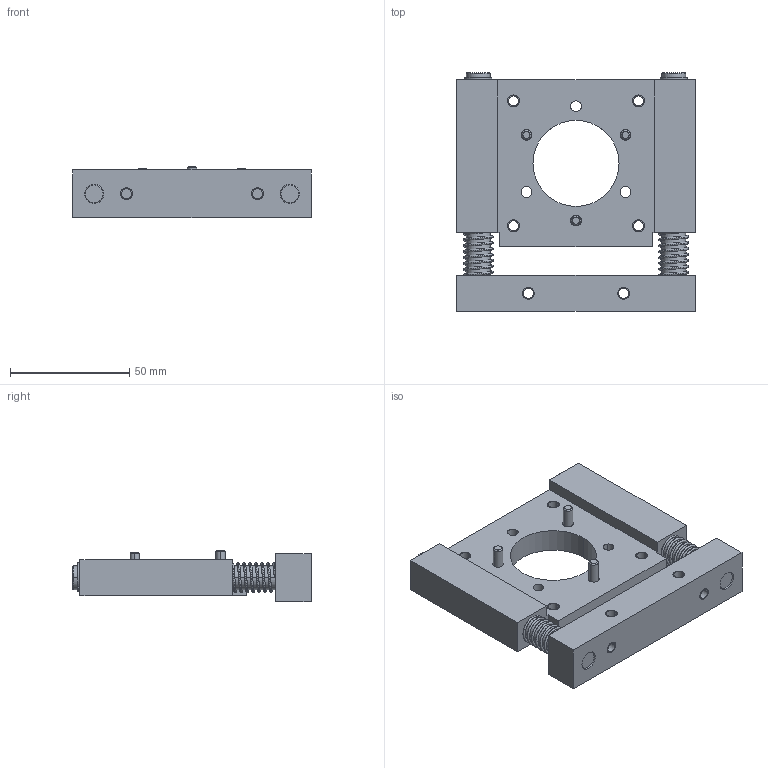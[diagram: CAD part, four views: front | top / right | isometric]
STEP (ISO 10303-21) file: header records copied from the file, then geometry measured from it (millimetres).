
FILE_DESCRIPTION((''),'2;1');
FILE_NAME('408','2014-09-17T',('lika51'),(''),'PRO/ENGINEER BY PARAMETRIC TECHNOLOGY CORPORATION, 2010180','PRO/ENGINEER BY PARAMETRIC TECHNOLOGY CORPORATION, 2010180','');
FILE_SCHEMA(('CONFIG_CONTROL_DESIGN'));
Length unit declared in the file: millimetre
Products named in the file (1): 408
Bounding box: 100 x 100 x 21.5 mm (x, y, z)
Volume: 97116.3 mm3; surface area: 39495.6 mm2
Topology: 4 solids, 16 shells, 339 faces, 882 edges, 542 vertices
Faces by surface type: cylinder 144, plane 115, cone 62, torus 10, bspline 8
Entity records: 16233 total; most frequent: CARTESIAN_POINT 7550, DIRECTION 1942, ORIENTED_EDGE 1732, EDGE_CURVE 882, AXIS2_PLACEMENT_3D 770, VERTEX_POINT 542, CIRCLE 438, VECTOR 402
